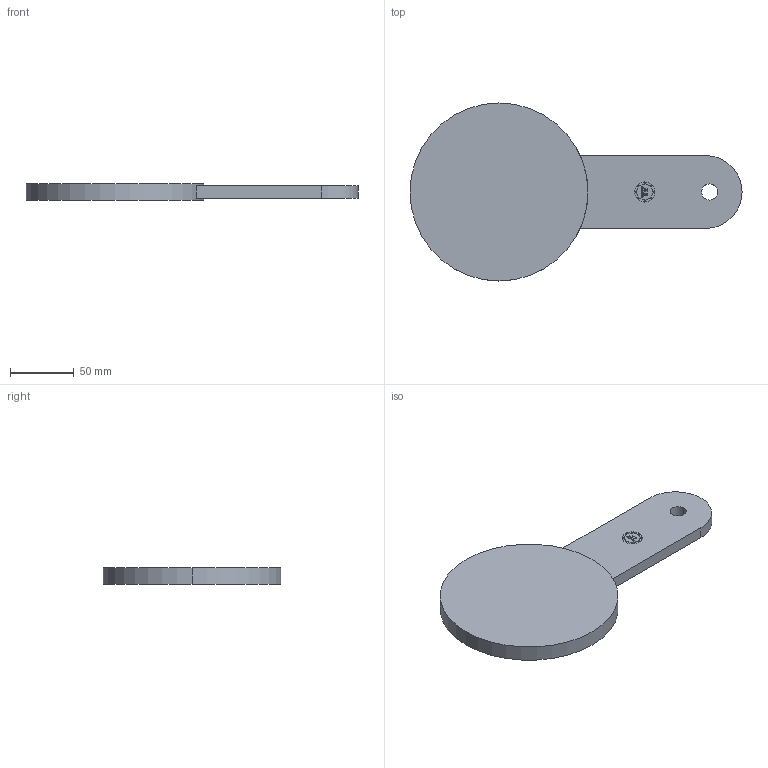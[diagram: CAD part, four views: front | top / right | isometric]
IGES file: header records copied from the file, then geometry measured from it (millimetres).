
Start section: START RECORD GO HERE.
Global section: file name: 2-900-PADDLE-BLANK-B16.48-TYPE-1.igs; native system: DASSAULT SYSTEMES CATIA V5 R20 - www.3ds.com; preprocessor: CATIA Version 5 Release 20 SP 7 ; author: sroemish; organization: JANICKI; date: 20150209.210157; units: inch
Bounding box: 260.59 x 139.7 x 12.7 mm (x, y, z)
Volume: 256983.3 mm3; surface area: 51946.7 mm2
Topology: 1 solids, 1 shells, 396 faces, 1131 edges, 754 vertices
Faces by surface type: plane 371, revolution 25
